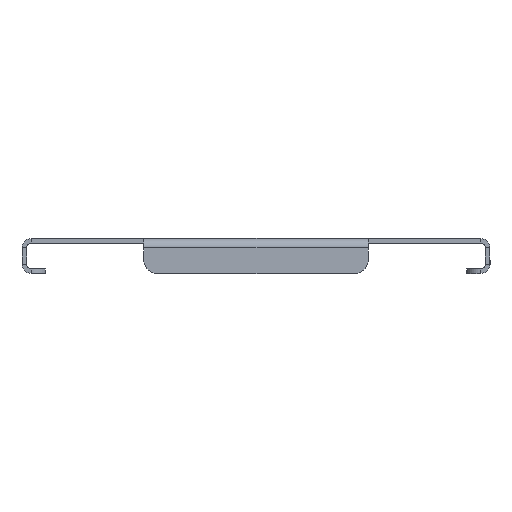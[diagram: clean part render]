
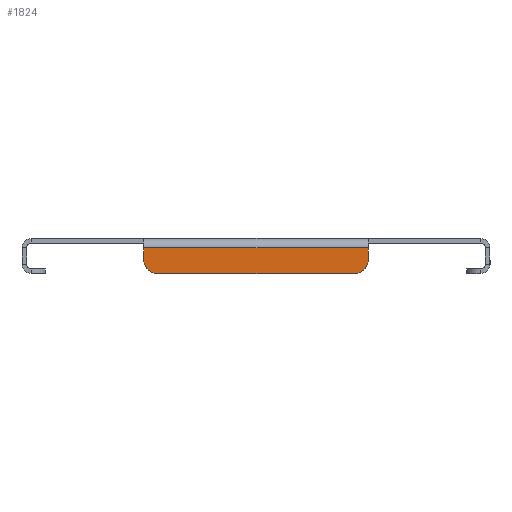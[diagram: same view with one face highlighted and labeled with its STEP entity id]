
A CAD part, left-side view. The second image highlights one B-rep face of the part: STEP entity #1824.
In plain terms, the highlighted planar face has unit normal (-1, 0, 0).
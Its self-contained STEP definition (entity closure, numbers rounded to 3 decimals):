
#97 = DIRECTION ( 'NONE',  ( -1., 0., 0. ) ) ;
#114 = DIRECTION ( 'NONE',  ( 0., -1., 0. ) ) ;
#197 = CARTESIAN_POINT ( 'NONE',  ( -349.5, -48., -15. ) ) ;
#204 = ORIENTED_EDGE ( 'NONE', *, *, #744, .F. ) ;
#237 = ORIENTED_EDGE ( 'NONE', *, *, #2423, .T. ) ;
#313 = VERTEX_POINT ( 'NONE', #1057 ) ;
#334 = DIRECTION ( 'NONE',  ( -1., 0., 0. ) ) ;
#421 = EDGE_LOOP ( 'NONE', ( #204, #1455, #237, #2496, #1212, #2775 ) ) ;
#507 = DIRECTION ( 'NONE',  ( 0., 0., -1. ) ) ;
#523 = EDGE_CURVE ( 'NONE', #2894, #2288, #1313, .T. ) ;
#533 = DIRECTION ( 'NONE',  ( 1., 0., 0. ) ) ;
#570 = DIRECTION ( 'NONE',  ( 0., 0., -1. ) ) ;
#692 = CIRCLE ( 'NONE', #2771, 6. ) ;
#744 = EDGE_CURVE ( 'NONE', #1026, #313, #2848, .T. ) ;
#982 = PLANE ( 'NONE',  #1572 ) ;
#1006 = FACE_OUTER_BOUND ( 'NONE', #421, .T. ) ;
#1026 = VERTEX_POINT ( 'NONE', #2350 ) ;
#1057 = CARTESIAN_POINT ( 'NONE',  ( -349.5, 42., -15. ) ) ;
#1154 = CARTESIAN_POINT ( 'NONE',  ( -349.5, 48., -4. ) ) ;
#1212 = ORIENTED_EDGE ( 'NONE', *, *, #2274, .T. ) ;
#1237 = CARTESIAN_POINT ( 'NONE',  ( -349.5, 48., -15. ) ) ;
#1313 = LINE ( 'NONE', #2224, #2016 ) ;
#1455 = ORIENTED_EDGE ( 'NONE', *, *, #2234, .T. ) ;
#1502 = DIRECTION ( 'NONE',  ( 0., 1., 0. ) ) ;
#1572 = AXIS2_PLACEMENT_3D ( 'NONE', #1659, #533, #507 ) ;
#1578 = EDGE_CURVE ( 'NONE', #2686, #313, #692, .T. ) ;
#1643 = DIRECTION ( 'NONE',  ( 0., 0., -1. ) ) ;
#1656 = CARTESIAN_POINT ( 'NONE',  ( -349.5, -48., -4. ) ) ;
#1659 = CARTESIAN_POINT ( 'NONE',  ( -349.5, 0., 0. ) ) ;
#1674 = VECTOR ( 'NONE', #2513, 1000. ) ;
#1824 = ADVANCED_FACE ( 'NONE', ( #1006 ), #982, .F. ) ;
#1829 = VERTEX_POINT ( 'NONE', #2824 ) ;
#1871 = VECTOR ( 'NONE', #2152, 1000. ) ;
#2016 = VECTOR ( 'NONE', #114, 1000. ) ;
#2152 = DIRECTION ( 'NONE',  ( 0., 0., -1. ) ) ;
#2197 = AXIS2_PLACEMENT_3D ( 'NONE', #2592, #97, #1643 ) ;
#2224 = CARTESIAN_POINT ( 'NONE',  ( -349.5, -100., -4. ) ) ;
#2234 = EDGE_CURVE ( 'NONE', #1026, #1829, #2349, .T. ) ;
#2274 = EDGE_CURVE ( 'NONE', #2894, #2686, #2808, .T. ) ;
#2288 = VERTEX_POINT ( 'NONE', #1656 ) ;
#2349 = CIRCLE ( 'NONE', #2197, 6. ) ;
#2350 = CARTESIAN_POINT ( 'NONE',  ( -349.5, -42., -15. ) ) ;
#2423 = EDGE_CURVE ( 'NONE', #1829, #2288, #2736, .T. ) ;
#2496 = ORIENTED_EDGE ( 'NONE', *, *, #523, .F. ) ;
#2513 = DIRECTION ( 'NONE',  ( 0., 0., 1. ) ) ;
#2592 = CARTESIAN_POINT ( 'NONE',  ( -349.5, -42., -9. ) ) ;
#2593 = VECTOR ( 'NONE', #1502, 1000. ) ;
#2620 = CARTESIAN_POINT ( 'NONE',  ( -349.5, -100., -15. ) ) ;
#2629 = CARTESIAN_POINT ( 'NONE',  ( -349.5, 48., -9. ) ) ;
#2643 = CARTESIAN_POINT ( 'NONE',  ( -349.5, 42., -9. ) ) ;
#2686 = VERTEX_POINT ( 'NONE', #2629 ) ;
#2736 = LINE ( 'NONE', #197, #1674 ) ;
#2771 = AXIS2_PLACEMENT_3D ( 'NONE', #2643, #334, #570 ) ;
#2775 = ORIENTED_EDGE ( 'NONE', *, *, #1578, .T. ) ;
#2808 = LINE ( 'NONE', #1237, #1871 ) ;
#2824 = CARTESIAN_POINT ( 'NONE',  ( -349.5, -48., -9. ) ) ;
#2848 = LINE ( 'NONE', #2620, #2593 ) ;
#2894 = VERTEX_POINT ( 'NONE', #1154 ) ;
